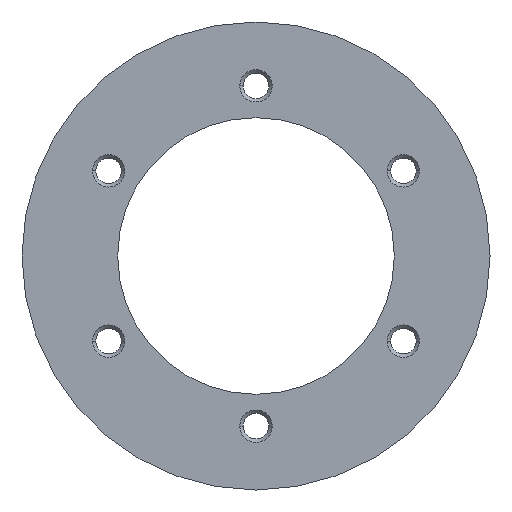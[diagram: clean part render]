
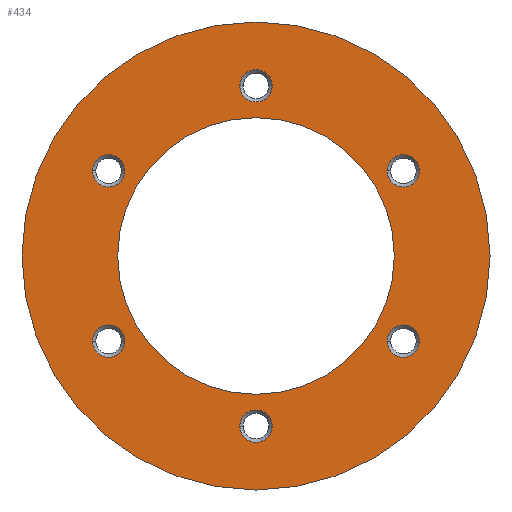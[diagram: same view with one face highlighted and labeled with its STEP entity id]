
A CAD part, left-side view. The second image highlights one B-rep face of the part: STEP entity #434.
In plain terms, the highlighted planar face has unit normal (-1, 0, 0).
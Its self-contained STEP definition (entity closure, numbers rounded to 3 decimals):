
#434=ADVANCED_FACE('',(#900,#901,#902,#903,#904,#905,#906,#907),#908,.T.);
#900=FACE_OUTER_BOUND('',#1479,.T.);
#901=FACE_BOUND('',#1480,.T.);
#902=FACE_BOUND('',#1481,.T.);
#903=FACE_BOUND('',#1482,.T.);
#904=FACE_BOUND('',#1483,.T.);
#905=FACE_BOUND('',#1484,.T.);
#906=FACE_BOUND('',#1485,.T.);
#907=FACE_BOUND('',#1486,.T.);
#908=PLANE('',#1487);
#1479=EDGE_LOOP('',(#2357,#2358));
#1480=EDGE_LOOP('',(#2359,#2360));
#1481=EDGE_LOOP('',(#2361,#2362));
#1482=EDGE_LOOP('',(#2363,#2364));
#1483=EDGE_LOOP('',(#2365,#2366));
#1484=EDGE_LOOP('',(#2367,#2368));
#1485=EDGE_LOOP('',(#2369,#2370));
#1486=EDGE_LOOP('',(#2371,#2372));
#1487=AXIS2_PLACEMENT_3D('',#2373,#2374,#2375);
#2357=ORIENTED_EDGE('',*,*,#2649,.T.);
#2358=ORIENTED_EDGE('',*,*,#2717,.T.);
#2359=ORIENTED_EDGE('',*,*,#2780,.T.);
#2360=ORIENTED_EDGE('',*,*,#2544,.T.);
#2361=ORIENTED_EDGE('',*,*,#2781,.T.);
#2362=ORIENTED_EDGE('',*,*,#2539,.T.);
#2363=ORIENTED_EDGE('',*,*,#2782,.T.);
#2364=ORIENTED_EDGE('',*,*,#2534,.T.);
#2365=ORIENTED_EDGE('',*,*,#2783,.T.);
#2366=ORIENTED_EDGE('',*,*,#2519,.T.);
#2367=ORIENTED_EDGE('',*,*,#2784,.T.);
#2368=ORIENTED_EDGE('',*,*,#2529,.T.);
#2369=ORIENTED_EDGE('',*,*,#2785,.T.);
#2370=ORIENTED_EDGE('',*,*,#2524,.T.);
#2371=ORIENTED_EDGE('',*,*,#2604,.F.);
#2372=ORIENTED_EDGE('',*,*,#2748,.F.);
#2373=CARTESIAN_POINT('',(0.,0.0,-32.5));
#2374=DIRECTION('',(-1.0,0.0,0.0));
#2375=DIRECTION('',(0.0,0.0,-1.0));
#2519=EDGE_CURVE('',#2906,#2903,#2907,.T.);
#2524=EDGE_CURVE('',#2915,#2912,#2916,.T.);
#2529=EDGE_CURVE('',#2924,#2921,#2925,.T.);
#2534=EDGE_CURVE('',#2933,#2930,#2934,.T.);
#2539=EDGE_CURVE('',#2942,#2939,#2943,.T.);
#2544=EDGE_CURVE('',#2951,#2948,#2952,.T.);
#2604=EDGE_CURVE('',#3050,#3053,#3054,.T.);
#2649=EDGE_CURVE('',#3120,#3124,#3126,.T.);
#2717=EDGE_CURVE('',#3124,#3120,#3212,.T.);
#2748=EDGE_CURVE('',#3053,#3050,#3243,.T.);
#2780=EDGE_CURVE('',#2948,#2951,#3275,.T.);
#2781=EDGE_CURVE('',#2939,#2942,#3276,.T.);
#2782=EDGE_CURVE('',#2930,#2933,#3277,.T.);
#2783=EDGE_CURVE('',#2903,#2906,#3278,.T.);
#2784=EDGE_CURVE('',#2921,#2924,#3279,.T.);
#2785=EDGE_CURVE('',#2912,#2915,#3280,.T.);
#2903=VERTEX_POINT('',#3398);
#2906=VERTEX_POINT('',#3402);
#2907=CIRCLE('',#3403,3.8);
#2912=VERTEX_POINT('',#3409);
#2915=VERTEX_POINT('',#3413);
#2916=CIRCLE('',#3414,3.8);
#2921=VERTEX_POINT('',#3420);
#2924=VERTEX_POINT('',#3424);
#2925=CIRCLE('',#3425,3.8);
#2930=VERTEX_POINT('',#3431);
#2933=VERTEX_POINT('',#3435);
#2934=CIRCLE('',#3436,3.8);
#2939=VERTEX_POINT('',#3442);
#2942=VERTEX_POINT('',#3446);
#2943=CIRCLE('',#3447,3.8);
#2948=VERTEX_POINT('',#3453);
#2951=VERTEX_POINT('',#3457);
#2952=CIRCLE('',#3458,3.8);
#3050=VERTEX_POINT('',#3581);
#3053=VERTEX_POINT('',#3585);
#3054=CIRCLE('',#3586,32.5);
#3120=VERTEX_POINT('',#3671);
#3124=VERTEX_POINT('',#3676);
#3126=CIRCLE('',#3679,55.0);
#3212=CIRCLE('',#3765,55.0);
#3243=CIRCLE('',#3796,32.5);
#3275=CIRCLE('',#3828,3.8);
#3276=CIRCLE('',#3829,3.8);
#3277=CIRCLE('',#3830,3.8);
#3278=CIRCLE('',#3831,3.8);
#3279=CIRCLE('',#3832,3.8);
#3280=CIRCLE('',#3833,3.8);
#3398=CARTESIAN_POINT('',(0.,38.441,-20.));
#3402=CARTESIAN_POINT('',(0.0,30.841,-20.));
#3403=AXIS2_PLACEMENT_3D('',#4005,#4006,#4007);
#3409=CARTESIAN_POINT('',(0.,3.8,40.0));
#3413=CARTESIAN_POINT('',(0.0,-3.8,40.0));
#3414=AXIS2_PLACEMENT_3D('',#4013,#4014,#4015);
#3420=CARTESIAN_POINT('',(0.,38.441,20.));
#3424=CARTESIAN_POINT('',(0.0,30.841,20.));
#3425=AXIS2_PLACEMENT_3D('',#4021,#4022,#4023);
#3431=CARTESIAN_POINT('',(0.,3.8,-40.0));
#3435=CARTESIAN_POINT('',(0.0,-3.8,-40.0));
#3436=AXIS2_PLACEMENT_3D('',#4029,#4030,#4031);
#3442=CARTESIAN_POINT('',(0.,-30.841,-20.));
#3446=CARTESIAN_POINT('',(0.0,-38.441,-20.));
#3447=AXIS2_PLACEMENT_3D('',#4037,#4038,#4039);
#3453=CARTESIAN_POINT('',(0.,-30.841,20.));
#3457=CARTESIAN_POINT('',(0.0,-38.441,20.));
#3458=AXIS2_PLACEMENT_3D('',#4045,#4046,#4047);
#3581=CARTESIAN_POINT('',(0.0,32.5,0.0));
#3585=CARTESIAN_POINT('',(0.0,-32.5,0.));
#3586=AXIS2_PLACEMENT_3D('',#4134,#4135,#4136);
#3671=CARTESIAN_POINT('',(0.,55.0,0.0));
#3676=CARTESIAN_POINT('',(0.0,-55.0,0.));
#3679=AXIS2_PLACEMENT_3D('',#4197,#4198,#4199);
#3765=AXIS2_PLACEMENT_3D('',#4314,#4315,#4316);
#3796=AXIS2_PLACEMENT_3D('',#4374,#4375,#4376);
#3828=AXIS2_PLACEMENT_3D('',#4428,#4429,#4430);
#3829=AXIS2_PLACEMENT_3D('',#4431,#4432,#4433);
#3830=AXIS2_PLACEMENT_3D('',#4434,#4435,#4436);
#3831=AXIS2_PLACEMENT_3D('',#4437,#4438,#4439);
#3832=AXIS2_PLACEMENT_3D('',#4440,#4441,#4442);
#3833=AXIS2_PLACEMENT_3D('',#4443,#4444,#4445);
#4005=CARTESIAN_POINT('',(0.,34.641,-20.));
#4006=DIRECTION('',(1.0,0.0,0.0));
#4007=DIRECTION('',(0.0,1.0,-0.0));
#4013=CARTESIAN_POINT('',(0.,0.0,40.0));
#4014=DIRECTION('',(1.0,0.0,0.0));
#4015=DIRECTION('',(0.0,1.0,-0.0));
#4021=CARTESIAN_POINT('',(0.,34.641,20.));
#4022=DIRECTION('',(1.0,0.0,0.0));
#4023=DIRECTION('',(0.0,1.0,-0.0));
#4029=CARTESIAN_POINT('',(0.,0.,-40.0));
#4030=DIRECTION('',(1.0,0.0,0.0));
#4031=DIRECTION('',(0.0,1.0,-0.0));
#4037=CARTESIAN_POINT('',(0.,-34.641,-20.));
#4038=DIRECTION('',(1.0,0.0,0.0));
#4039=DIRECTION('',(0.0,1.0,-0.0));
#4045=CARTESIAN_POINT('',(0.,-34.641,20.));
#4046=DIRECTION('',(1.0,0.0,0.0));
#4047=DIRECTION('',(0.0,1.0,-0.0));
#4134=CARTESIAN_POINT('',(0.0,0.0,0.0));
#4135=DIRECTION('',(-1.0,0.0,0.0));
#4136=DIRECTION('',(0.0,1.0,-0.0));
#4197=CARTESIAN_POINT('',(0.,0.0,0.0));
#4198=DIRECTION('',(-1.0,0.0,0.0));
#4199=DIRECTION('',(0.0,1.0,-0.0));
#4314=CARTESIAN_POINT('',(0.,0.0,0.0));
#4315=DIRECTION('',(-1.0,0.0,0.0));
#4316=DIRECTION('',(0.0,1.0,-0.0));
#4374=CARTESIAN_POINT('',(0.0,0.0,0.0));
#4375=DIRECTION('',(-1.0,0.0,0.0));
#4376=DIRECTION('',(0.0,1.0,-0.0));
#4428=CARTESIAN_POINT('',(0.,-34.641,20.));
#4429=DIRECTION('',(1.0,0.0,0.0));
#4430=DIRECTION('',(0.0,1.0,-0.0));
#4431=CARTESIAN_POINT('',(0.,-34.641,-20.));
#4432=DIRECTION('',(1.0,0.0,0.0));
#4433=DIRECTION('',(0.0,1.0,-0.0));
#4434=CARTESIAN_POINT('',(0.,0.,-40.0));
#4435=DIRECTION('',(1.0,0.0,0.0));
#4436=DIRECTION('',(0.0,1.0,-0.0));
#4437=CARTESIAN_POINT('',(0.,34.641,-20.));
#4438=DIRECTION('',(1.0,0.0,0.0));
#4439=DIRECTION('',(0.0,1.0,-0.0));
#4440=CARTESIAN_POINT('',(0.,34.641,20.));
#4441=DIRECTION('',(1.0,0.0,0.0));
#4442=DIRECTION('',(0.0,1.0,-0.0));
#4443=CARTESIAN_POINT('',(0.,0.0,40.0));
#4444=DIRECTION('',(1.0,0.0,0.0));
#4445=DIRECTION('',(0.0,1.0,-0.0));
